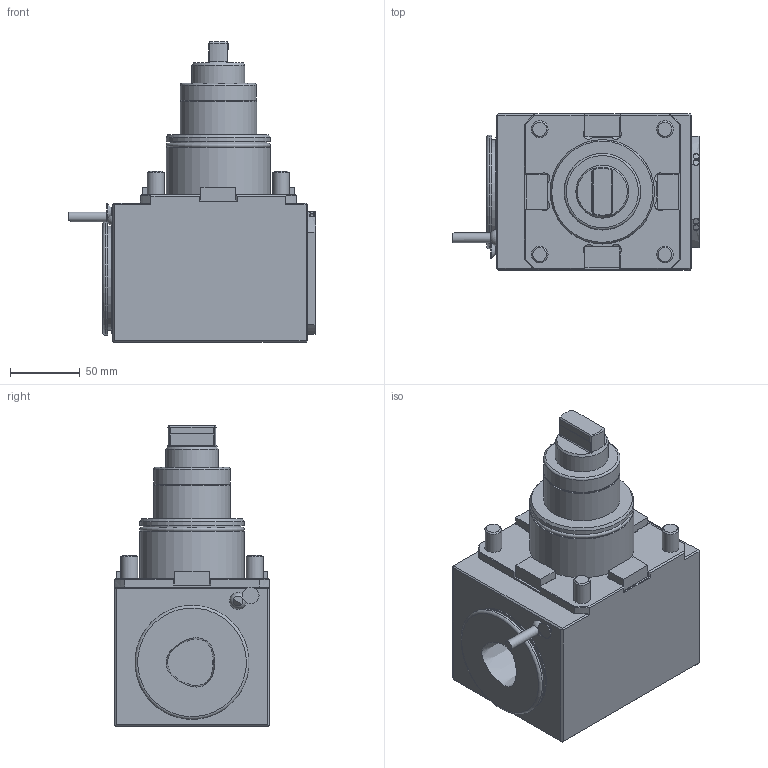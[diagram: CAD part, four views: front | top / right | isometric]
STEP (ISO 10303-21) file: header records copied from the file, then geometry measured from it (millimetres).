
FILE_DESCRIPTION(/* description */ (''),/* implementation_level */ '2;1');
FILE_NAME(/* name */ '1612446643654.stp',/* time_stamp */ '2021-02-04T19:20:59+06:00',/* author */ (''),/* organization */ ('SMS'),/* preprocessor_version */ 'ST-DEVELOPER v16.7',/* originating_system */ 'SIEMENS PLM Software NX 12.0',/* authorisation */ '');
FILE_SCHEMA (('AUTOMOTIVE_DESIGN { 1 0 10303 214 3 1 1 1 }'));
Length unit declared in the file: millimetre
Products named in the file (1): 203357065mod000_00
Bounding box: 177.8 x 112 x 216 mm (x, y, z)
Volume: 2004132 mm3; surface area: 121038.9 mm2
Topology: 1 solids, 1 shells, 230 faces, 608 edges, 395 vertices
Faces by surface type: plane 150, cylinder 45, cone 29, torus 4, bspline 1, sphere 1
Full cylindrical faces by diameter (mm): 3 x1, 4.5 x4, 6 x1, 7 x1, 7.9 x7, 12 x5, 38 x1, 54.8 x1, 55 x1, 70 x1, 74.9 x2, 75 x1, 82 x1
Entity records: 6979 total; most frequent: CARTESIAN_POINT 1645, DIRECTION 1086, ORIENTED_EDGE 1036, EDGE_CURVE 518, AXIS2_PLACEMENT_3D 388, VERTEX_POINT 362, LINE 310, VECTOR 310
